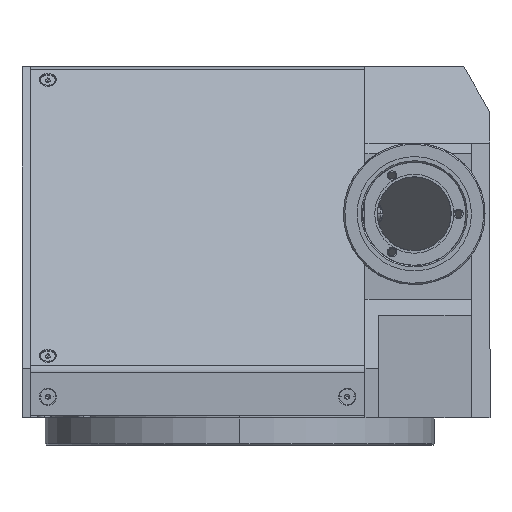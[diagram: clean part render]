
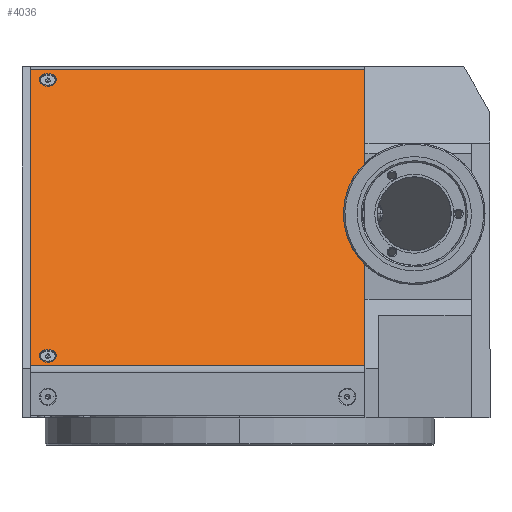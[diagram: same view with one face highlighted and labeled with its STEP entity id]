
A CAD part, left-side view. The second image highlights one B-rep face of the part: STEP entity #4036.
In plain terms, the highlighted planar face has unit normal (-0.707, 0, 0.707).
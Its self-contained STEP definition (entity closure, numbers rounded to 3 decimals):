
#44 = EDGE_CURVE ( 'NONE', #4517, #10852, #16608, .T. ) ;
#285 = DIRECTION ( 'NONE',  ( 0.707, 0., 0.707 ) ) ;
#384 = AXIS2_PLACEMENT_3D ( 'NONE', #3275, #3438, #9822 ) ;
#414 = EDGE_CURVE ( 'NONE', #5692, #10852, #7995, .T. ) ;
#769 = LINE ( 'NONE', #3287, #3276 ) ;
#857 = DIRECTION ( 'NONE',  ( -0.707, 0., -0.707 ) ) ;
#1005 = DIRECTION ( 'NONE',  ( 0., -1., 0. ) ) ;
#1543 = CARTESIAN_POINT ( 'NONE',  ( -77.414, 77., 25.799 ) ) ;
#1687 = CIRCLE ( 'NONE', #1736, 3.15 ) ;
#1735 = CARTESIAN_POINT ( 'NONE',  ( -73.293, 70.5, 29.92 ) ) ;
#1736 = AXIS2_PLACEMENT_3D ( 'NONE', #2893, #6682, #10716 ) ;
#2265 = CARTESIAN_POINT ( 'NONE',  ( -76.828, -46., 26.385 ) ) ;
#2271 = DIRECTION ( 'NONE',  ( 0.707, 0., 0.707 ) ) ;
#2880 = CARTESIAN_POINT ( 'NONE',  ( 25.852, 70.5, 129.066 ) ) ;
#2893 = CARTESIAN_POINT ( 'NONE',  ( 28.08, 70.5, 131.293 ) ) ;
#3275 = CARTESIAN_POINT ( 'NONE',  ( -73.293, 70.5, 29.92 ) ) ;
#3276 = VECTOR ( 'NONE', #1005, 1000. ) ;
#3287 = CARTESIAN_POINT ( 'NONE',  ( 31.615, 77., 134.828 ) ) ;
#3438 = DIRECTION ( 'NONE',  ( -0.707, 0., 0.707 ) ) ;
#4006 = CARTESIAN_POINT ( 'NONE',  ( -76.828, 77., 26.385 ) ) ;
#4036 = ADVANCED_FACE ( 'NONE', ( #15484, #9167, #9342 ), #13073, .T. ) ;
#4078 = ORIENTED_EDGE ( 'NONE', *, *, #16462, .F. ) ;
#4365 = EDGE_CURVE ( 'NONE', #14829, #12639, #8407, .T. ) ;
#4517 = VERTEX_POINT ( 'NONE', #2265 ) ;
#4754 = EDGE_LOOP ( 'NONE', ( #10987, #16023 ) ) ;
#5197 = AXIS2_PLACEMENT_3D ( 'NONE', #1543, #6672, #285 ) ;
#5692 = VERTEX_POINT ( 'NONE', #10972 ) ;
#5894 = CARTESIAN_POINT ( 'NONE',  ( 28.08, 70.5, 131.293 ) ) ;
#6434 = EDGE_LOOP ( 'NONE', ( #4078, #11458, #9016, #13381 ) ) ;
#6672 = DIRECTION ( 'NONE',  ( -0.707, 0., 0.707 ) ) ;
#6682 = DIRECTION ( 'NONE',  ( -0.707, 0., 0.707 ) ) ;
#6829 = CARTESIAN_POINT ( 'NONE',  ( -71.066, 70.5, 32.148 ) ) ;
#6867 = CIRCLE ( 'NONE', #9545, 3.15 ) ;
#6870 = CARTESIAN_POINT ( 'NONE',  ( 31.615, -46., 134.828 ) ) ;
#6985 = ORIENTED_EDGE ( 'NONE', *, *, #4365, .F. ) ;
#7381 = DIRECTION ( 'NONE',  ( -0.707, 0., 0.707 ) ) ;
#7692 = EDGE_CURVE ( 'NONE', #8501, #14278, #1687, .T. ) ;
#7995 = LINE ( 'NONE', #15644, #14569 ) ;
#8016 = VECTOR ( 'NONE', #857, 1000. ) ;
#8028 = DIRECTION ( 'NONE',  ( -0.707, 0., 0.707 ) ) ;
#8407 = CIRCLE ( 'NONE', #384, 3.15 ) ;
#8501 = VERTEX_POINT ( 'NONE', #11410 ) ;
#8993 = DIRECTION ( 'NONE',  ( -0.707, 0., -0.707 ) ) ;
#9016 = ORIENTED_EDGE ( 'NONE', *, *, #414, .T. ) ;
#9167 = FACE_BOUND ( 'NONE', #4754, .T. ) ;
#9342 = FACE_OUTER_BOUND ( 'NONE', #6434, .T. ) ;
#9545 = AXIS2_PLACEMENT_3D ( 'NONE', #5894, #7381, #2271 ) ;
#9641 = CARTESIAN_POINT ( 'NONE',  ( -75.52, 70.5, 27.693 ) ) ;
#9822 = DIRECTION ( 'NONE',  ( 0.707, 0., 0.707 ) ) ;
#10341 = CIRCLE ( 'NONE', #13847, 3.15 ) ;
#10716 = DIRECTION ( 'NONE',  ( 0.707, 0., 0.707 ) ) ;
#10852 = VERTEX_POINT ( 'NONE', #4006 ) ;
#10972 = CARTESIAN_POINT ( 'NONE',  ( 31.615, 77., 134.828 ) ) ;
#10987 = ORIENTED_EDGE ( 'NONE', *, *, #7692, .F. ) ;
#11410 = CARTESIAN_POINT ( 'NONE',  ( 30.307, 70.5, 133.52 ) ) ;
#11422 = CARTESIAN_POINT ( 'NONE',  ( -76.828, 77., 26.385 ) ) ;
#11458 = ORIENTED_EDGE ( 'NONE', *, *, #12160, .F. ) ;
#12160 = EDGE_CURVE ( 'NONE', #5692, #15956, #769, .T. ) ;
#12618 = DIRECTION ( 'NONE',  ( 0., 1., 0. ) ) ;
#12639 = VERTEX_POINT ( 'NONE', #9641 ) ;
#12904 = EDGE_CURVE ( 'NONE', #12639, #14829, #10341, .T. ) ;
#13073 = PLANE ( 'NONE',  #5197 ) ;
#13308 = EDGE_CURVE ( 'NONE', #14278, #8501, #6867, .T. ) ;
#13381 = ORIENTED_EDGE ( 'NONE', *, *, #44, .F. ) ;
#13847 = AXIS2_PLACEMENT_3D ( 'NONE', #1735, #8028, #15756 ) ;
#13862 = ORIENTED_EDGE ( 'NONE', *, *, #12904, .F. ) ;
#14278 = VERTEX_POINT ( 'NONE', #2880 ) ;
#14569 = VECTOR ( 'NONE', #8993, 1000. ) ;
#14829 = VERTEX_POINT ( 'NONE', #6829 ) ;
#14854 = VECTOR ( 'NONE', #12618, 1000. ) ;
#14896 = LINE ( 'NONE', #16396, #8016 ) ;
#15484 = FACE_BOUND ( 'NONE', #16501, .T. ) ;
#15644 = CARTESIAN_POINT ( 'NONE',  ( -77.414, 77., 25.799 ) ) ;
#15756 = DIRECTION ( 'NONE',  ( 0.707, 0., 0.707 ) ) ;
#15956 = VERTEX_POINT ( 'NONE', #6870 ) ;
#16023 = ORIENTED_EDGE ( 'NONE', *, *, #13308, .F. ) ;
#16396 = CARTESIAN_POINT ( 'NONE',  ( -77.414, -46., 25.799 ) ) ;
#16462 = EDGE_CURVE ( 'NONE', #15956, #4517, #14896, .T. ) ;
#16501 = EDGE_LOOP ( 'NONE', ( #6985, #13862 ) ) ;
#16608 = LINE ( 'NONE', #11422, #14854 ) ;
